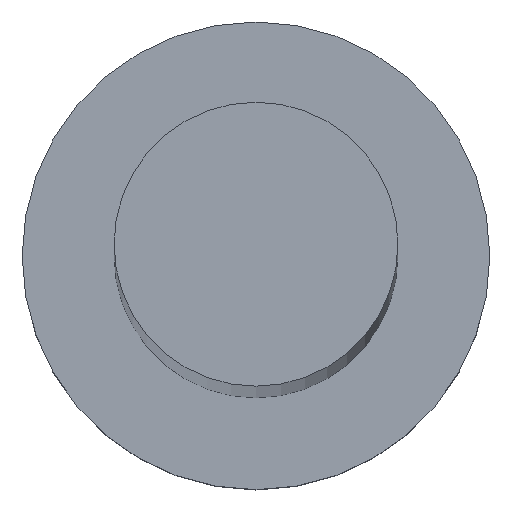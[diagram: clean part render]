
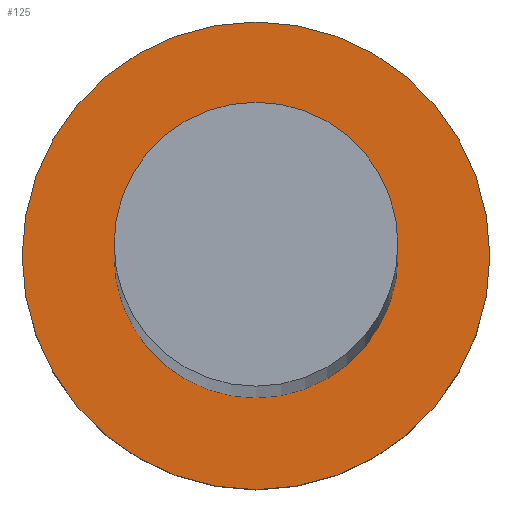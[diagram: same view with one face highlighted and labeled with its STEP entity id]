
A CAD part, top view. The second image highlights one B-rep face of the part: STEP entity #125.
In plain terms, the highlighted planar face has unit normal (0, 0, 1).
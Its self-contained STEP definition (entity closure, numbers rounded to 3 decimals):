
#2 = AXIS2_PLACEMENT_3D ( 'NONE', #148, #49, #226 ) ;
#5 = AXIS2_PLACEMENT_3D ( 'NONE', #204, #185, #91 ) ;
#21 = PLANE ( 'NONE',  #5 ) ;
#36 = ORIENTED_EDGE ( 'NONE', *, *, #254, .F. ) ;
#42 = AXIS2_PLACEMENT_3D ( 'NONE', #242, #143, #178 ) ;
#48 = EDGE_CURVE ( 'NONE', #169, #218, #241, .T. ) ;
#49 = DIRECTION ( 'NONE',  ( 0., 0., 1. ) ) ;
#50 = CARTESIAN_POINT ( 'NONE',  ( -7., 0., 5. ) ) ;
#59 = ORIENTED_EDGE ( 'NONE', *, *, #184, .T. ) ;
#66 = CIRCLE ( 'NONE', #2, 4.25 ) ;
#69 = DIRECTION ( 'NONE',  ( 1., 0., 0. ) ) ;
#77 = AXIS2_PLACEMENT_3D ( 'NONE', #109, #160, #69 ) ;
#91 = DIRECTION ( 'NONE',  ( 1., 0., 0. ) ) ;
#108 = CARTESIAN_POINT ( 'NONE',  ( 4.25, 0., 5. ) ) ;
#109 = CARTESIAN_POINT ( 'NONE',  ( 0., 0., 5. ) ) ;
#111 = FACE_OUTER_BOUND ( 'NONE', #132, .T. ) ;
#117 = CARTESIAN_POINT ( 'NONE',  ( 0., 0., 5. ) ) ;
#123 = DIRECTION ( 'NONE',  ( 1., 0., 0. ) ) ;
#125 = ADVANCED_FACE ( 'NONE', ( #244, #111 ), #21, .T. ) ;
#128 = CARTESIAN_POINT ( 'NONE',  ( -4.25, 0., 5. ) ) ;
#132 = EDGE_LOOP ( 'NONE', ( #59, #157 ) ) ;
#140 = EDGE_CURVE ( 'NONE', #192, #196, #153, .T. ) ;
#143 = DIRECTION ( 'NONE',  ( 0., 0., 1. ) ) ;
#145 = CARTESIAN_POINT ( 'NONE',  ( 7., 0., 5. ) ) ;
#148 = CARTESIAN_POINT ( 'NONE',  ( 0., 0., 5. ) ) ;
#153 = CIRCLE ( 'NONE', #77, 7. ) ;
#156 = ORIENTED_EDGE ( 'NONE', *, *, #48, .F. ) ;
#157 = ORIENTED_EDGE ( 'NONE', *, *, #140, .T. ) ;
#158 = EDGE_LOOP ( 'NONE', ( #36, #156 ) ) ;
#159 = CIRCLE ( 'NONE', #42, 7. ) ;
#160 = DIRECTION ( 'NONE',  ( 0., 0., 1. ) ) ;
#169 = VERTEX_POINT ( 'NONE', #108 ) ;
#178 = DIRECTION ( 'NONE',  ( 1., 0., 0. ) ) ;
#179 = AXIS2_PLACEMENT_3D ( 'NONE', #117, #181, #123 ) ;
#181 = DIRECTION ( 'NONE',  ( 0., 0., 1. ) ) ;
#184 = EDGE_CURVE ( 'NONE', #196, #192, #159, .T. ) ;
#185 = DIRECTION ( 'NONE',  ( 0., 0., 1. ) ) ;
#192 = VERTEX_POINT ( 'NONE', #145 ) ;
#196 = VERTEX_POINT ( 'NONE', #50 ) ;
#204 = CARTESIAN_POINT ( 'NONE',  ( 0., 0., 5. ) ) ;
#218 = VERTEX_POINT ( 'NONE', #128 ) ;
#226 = DIRECTION ( 'NONE',  ( 1., 0., 0. ) ) ;
#241 = CIRCLE ( 'NONE', #179, 4.25 ) ;
#242 = CARTESIAN_POINT ( 'NONE',  ( 0., 0., 5. ) ) ;
#244 = FACE_BOUND ( 'NONE', #158, .T. ) ;
#254 = EDGE_CURVE ( 'NONE', #218, #169, #66, .T. ) ;
